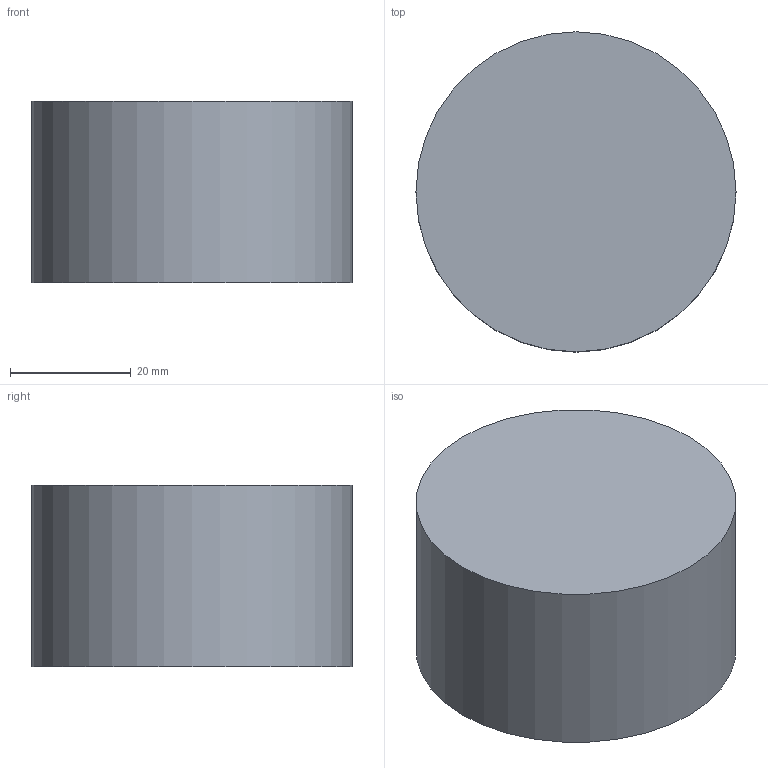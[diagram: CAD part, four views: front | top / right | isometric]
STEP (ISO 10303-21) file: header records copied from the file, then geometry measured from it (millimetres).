
FILE_DESCRIPTION(('FreeCAD Model'),'2;1');
FILE_NAME('Open CASCADE Shape Model','2025-04-14T08:10:28',(''),(''), 'Open CASCADE STEP processor 7.8','FreeCAD','Unknown');
FILE_SCHEMA(('AUTOMOTIVE_DESIGN { 1 0 10303 214 1 1 1 1 }'));
Length unit declared in the file: millimetre
Products named in the file (1): Connect
Bounding box: 53 x 53 x 30 mm (x, y, z)
Volume: 10825.8 mm3; surface area: 14654.7 mm2
Topology: 1 solids, 1 shells, 15 faces, 34 edges, 22 vertices
Faces by surface type: bspline 6, plane 5, cylinder 4
Full cylindrical faces by diameter (mm): 50 x3, 53 x1
Entity records: 683 total; most frequent: CARTESIAN_POINT 385, ORIENTED_EDGE 68, EDGE_CURVE 34, DIRECTION 33, B_SPLINE_CURVE_WITH_KNOTS 25, VERTEX_POINT 22, FACE_BOUND 16, EDGE_LOOP 16
